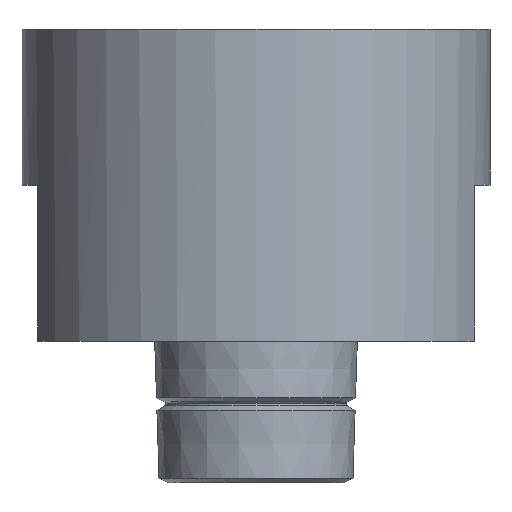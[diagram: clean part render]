
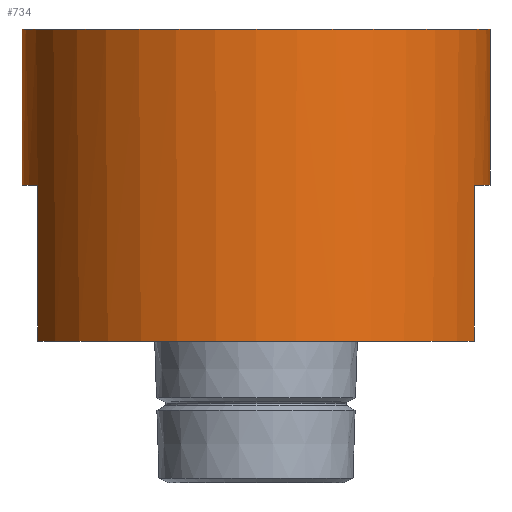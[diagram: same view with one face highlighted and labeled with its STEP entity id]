
A CAD part, front view. The second image highlights one B-rep face of the part: STEP entity #734.
In plain terms, the highlighted cylindrical face has radius 24.75 mm (diameter 49.5 mm), a partial arc.
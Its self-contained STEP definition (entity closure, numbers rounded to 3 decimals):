
#16 = CARTESIAN_POINT ( 'NONE',  ( 24.75, 0., 24. ) ) ;
#17 = DIRECTION ( 'NONE',  ( 1., 0., 0. ) ) ;
#18 = DIRECTION ( 'NONE',  ( 0., 0., 1. ) ) ;
#19 = CARTESIAN_POINT ( 'NONE',  ( 0., 0., 7.5 ) ) ;
#20 = AXIS2_PLACEMENT_3D ( 'NONE', #19, #18, #17 ) ;
#21 = CIRCLE ( 'NONE', #20, 24.75 ) ;
#22 = CARTESIAN_POINT ( 'NONE',  ( 23.08, -8.938, 7.5 ) ) ;
#23 = DIRECTION ( 'NONE',  ( 0., 0., 1. ) ) ;
#24 = VECTOR ( 'NONE', #23, 1000. ) ;
#25 = CARTESIAN_POINT ( 'NONE',  ( 23.08, -8.938, -24. ) ) ;
#26 = LINE ( 'NONE', #25, #24 ) ;
#27 = CARTESIAN_POINT ( 'NONE',  ( 23.08, -8.938, -9. ) ) ;
#28 = DIRECTION ( 'NONE',  ( 1., 0., 0. ) ) ;
#29 = DIRECTION ( 'NONE',  ( 0., 0., 1. ) ) ;
#30 = CARTESIAN_POINT ( 'NONE',  ( 0., 0., -9. ) ) ;
#31 = AXIS2_PLACEMENT_3D ( 'NONE', #30, #29, #28 ) ;
#85 = CIRCLE ( 'NONE', #31, 24.75 ) ;
#86 = CARTESIAN_POINT ( 'NONE',  ( -23.08, -8.938, -9. ) ) ;
#87 = DIRECTION ( 'NONE',  ( 0., 0., 1. ) ) ;
#88 = VECTOR ( 'NONE', #87, 1000. ) ;
#89 = CARTESIAN_POINT ( 'NONE',  ( -23.08, -8.938, -24. ) ) ;
#90 = DIRECTION ( 'NONE',  ( 1., 0., 0. ) ) ;
#91 = DIRECTION ( 'NONE',  ( 0., 0., 1. ) ) ;
#92 = CARTESIAN_POINT ( 'NONE',  ( 0., 0., 7.5 ) ) ;
#157 = CIRCLE ( 'NONE', #163, 24.75 ) ;
#158 = LINE ( 'NONE', #89, #88 ) ;
#163 = AXIS2_PLACEMENT_3D ( 'NONE', #92, #91, #90 ) ;
#217 = DIRECTION ( 'NONE',  ( 1., 0., 0. ) ) ;
#218 = DIRECTION ( 'NONE',  ( 0., 0., 1. ) ) ;
#219 = CARTESIAN_POINT ( 'NONE',  ( 0., 0., 24. ) ) ;
#220 = AXIS2_PLACEMENT_3D ( 'NONE', #219, #218, #217 ) ;
#221 = CIRCLE ( 'NONE', #220, 24.75 ) ;
#238 = DIRECTION ( 'NONE',  ( 1., 0., 0. ) ) ;
#239 = DIRECTION ( 'NONE',  ( 0., 0., 1. ) ) ;
#240 = CARTESIAN_POINT ( 'NONE',  ( 0., 0., 24. ) ) ;
#241 = AXIS2_PLACEMENT_3D ( 'NONE', #240, #239, #238 ) ;
#242 = CARTESIAN_POINT ( 'NONE',  ( -23.08, -8.938, 7.5 ) ) ;
#243 = CYLINDRICAL_SURFACE ( 'NONE', #241, 24.75 ) ;
#244 = FACE_OUTER_BOUND ( 'NONE', #735, .T. ) ;
#580 = VERTEX_POINT ( 'NONE', #998 ) ;
#587 = VERTEX_POINT ( 'NONE', #962 ) ;
#588 = EDGE_CURVE ( 'NONE', #597, #719, #961, .T. ) ;
#593 = EDGE_CURVE ( 'NONE', #580, #587, #967, .T. ) ;
#597 = VERTEX_POINT ( 'NONE', #963 ) ;
#706 = ORIENTED_EDGE ( 'NONE', *, *, #707, .T. ) ;
#707 = EDGE_CURVE ( 'NONE', #580, #737, #157, .T. ) ;
#708 = ORIENTED_EDGE ( 'NONE', *, *, #709, .F. ) ;
#709 = EDGE_CURVE ( 'NONE', #710, #737, #158, .T. ) ;
#710 = VERTEX_POINT ( 'NONE', #86 ) ;
#711 = ORIENTED_EDGE ( 'NONE', *, *, #712, .T. ) ;
#712 = EDGE_CURVE ( 'NONE', #710, #713, #85, .T. ) ;
#713 = VERTEX_POINT ( 'NONE', #27 ) ;
#714 = ORIENTED_EDGE ( 'NONE', *, *, #715, .T. ) ;
#715 = EDGE_CURVE ( 'NONE', #713, #716, #26, .T. ) ;
#716 = VERTEX_POINT ( 'NONE', #22 ) ;
#717 = ORIENTED_EDGE ( 'NONE', *, *, #718, .T. ) ;
#718 = EDGE_CURVE ( 'NONE', #716, #597, #21, .T. ) ;
#719 = VERTEX_POINT ( 'NONE', #16 ) ;
#734 = ADVANCED_FACE ( 'NONE', ( #244 ), #243, .T. ) ;
#735 = EDGE_LOOP ( 'NONE', ( #736, #706, #708, #711, #714, #717, #738, #739 ) ) ;
#736 = ORIENTED_EDGE ( 'NONE', *, *, #593, .F. ) ;
#737 = VERTEX_POINT ( 'NONE', #242 ) ;
#738 = ORIENTED_EDGE ( 'NONE', *, *, #588, .T. ) ;
#739 = ORIENTED_EDGE ( 'NONE', *, *, #752, .F. ) ;
#752 = EDGE_CURVE ( 'NONE', #587, #719, #221, .T. ) ;
#959 = VECTOR ( 'NONE', #997, 1000. ) ;
#960 = CARTESIAN_POINT ( 'NONE',  ( 24.75, 0., 24. ) ) ;
#961 = LINE ( 'NONE', #960, #959 ) ;
#962 = CARTESIAN_POINT ( 'NONE',  ( -24.75, 0., 24. ) ) ;
#963 = CARTESIAN_POINT ( 'NONE',  ( 24.75, 0., 7.5 ) ) ;
#964 = DIRECTION ( 'NONE',  ( 0., 0., 1. ) ) ;
#965 = VECTOR ( 'NONE', #964, 1000. ) ;
#966 = CARTESIAN_POINT ( 'NONE',  ( -24.75, 0., 24. ) ) ;
#967 = LINE ( 'NONE', #966, #965 ) ;
#997 = DIRECTION ( 'NONE',  ( 0., 0., 1. ) ) ;
#998 = CARTESIAN_POINT ( 'NONE',  ( -24.75, 0., 7.5 ) ) ;
